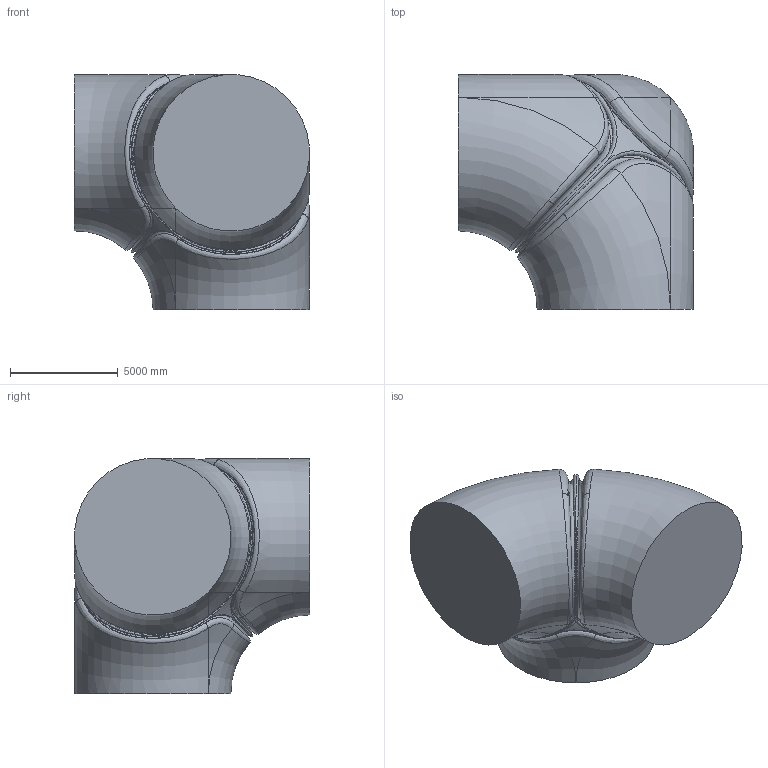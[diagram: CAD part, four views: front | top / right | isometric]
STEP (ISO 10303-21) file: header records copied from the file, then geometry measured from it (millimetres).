
FILE_DESCRIPTION (( 'STEP AP214' ), '1' );
FILE_NAME ('P?T?.T?PDL?....???????????????N??????????????????N????????????????N??????????????????N??????????????????????????????????????????????????????????????????N??????????????????N????????????????N??????????????????N??????????????....SLDPRT.STEP', '2022-04-16T11:54:46', ( ' ' ), ( '' ), 'SwSTEP 2.0', 'SolidWorks 2020', '' );
FILE_SCHEMA (( 'AUTOMOTIVE_DESIGN' ));
Length unit declared in the file: millimetre
Products named in the file (1): P?T?.T?PDL?....???????????????N??????????????????N????????????????N??????????????????N??????????????????????????????????????????????????????????????????N??????????????????N????????????????N??????????????????N??????????????....SLDPRT
Bounding box: 10883.44 x 10883.44 x 10883.44 mm (x, y, z)
Volume: 739467902552.7 mm3; surface area: 549027266.7 mm2
Topology: 3 solids, 4 shells, 89 faces, 220 edges, 126 vertices
Faces by surface type: bspline 68, plane 9, sphere 6, torus 6
Entity records: 169017 total; most frequent: CARTESIAN_POINT 167707, ORIENTED_EDGE 336, EDGE_CURVE 168, B_SPLINE_CURVE_WITH_KNOTS 132, DIRECTION 104, VERTEX_POINT 96, FACE_OUTER_BOUND 92, EDGE_LOOP 92
